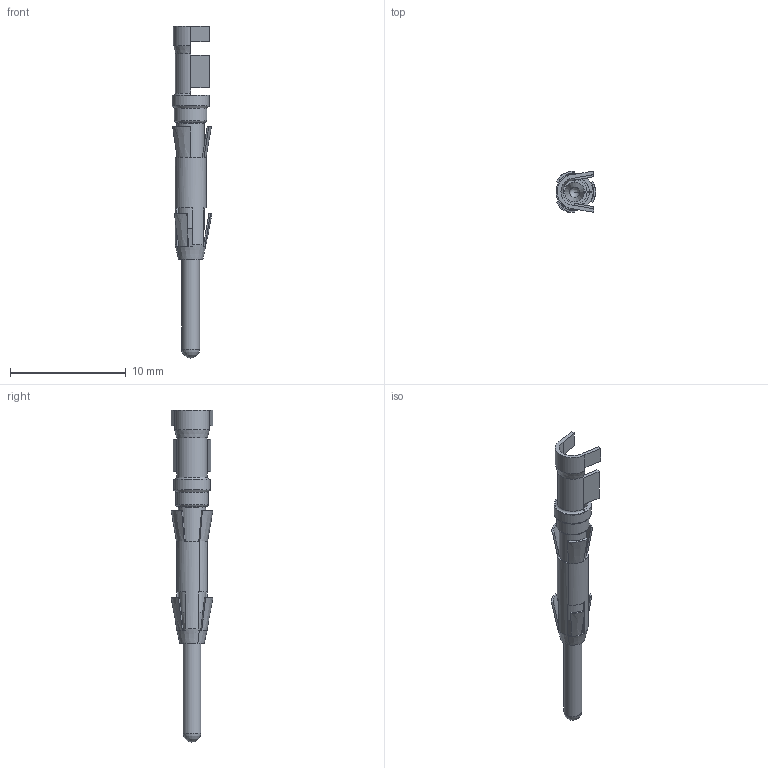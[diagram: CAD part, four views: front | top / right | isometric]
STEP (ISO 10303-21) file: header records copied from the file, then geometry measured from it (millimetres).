
FILE_DESCRIPTION(('CATIA V5 STEP Exchange','CAx-IF Rec.Pracs.--- Model Styling and Organization---1.2---2011-12-15'),'2;1');
FILE_NAME ('D1452832_0_1565820000_1565820000.stp','2018-09-10T14:46:21+00:00',('none'),('Weidmueller'),'CATIA Version 5-6 Release 2014','CATIA V5 STEP AP214','none');
FILE_SCHEMA(('AUTOMOTIVE_DESIGN { 1 0 10303 214 1 1 1 1 }'));
Length unit declared in the file: millimetre
Products named in the file (1): 1565820000
Bounding box: 3.44 x 3.62 x 28.7 mm (x, y, z)
Volume: 63.2 mm3; surface area: 512.9 mm2
Topology: 2 solids, 2 shells, 112 faces, 338 edges, 220 vertices
Faces by surface type: plane 60, cone 28, cylinder 16, torus 6, revolution 2
Entity records: 3603 total; most frequent: CARTESIAN_POINT 707, ORIENTED_EDGE 672, DIRECTION 477, EDGE_CURVE 336, VERTEX_POINT 220, AXIS2_PLACEMENT_3D 210, VECTOR 187, LINE 187
